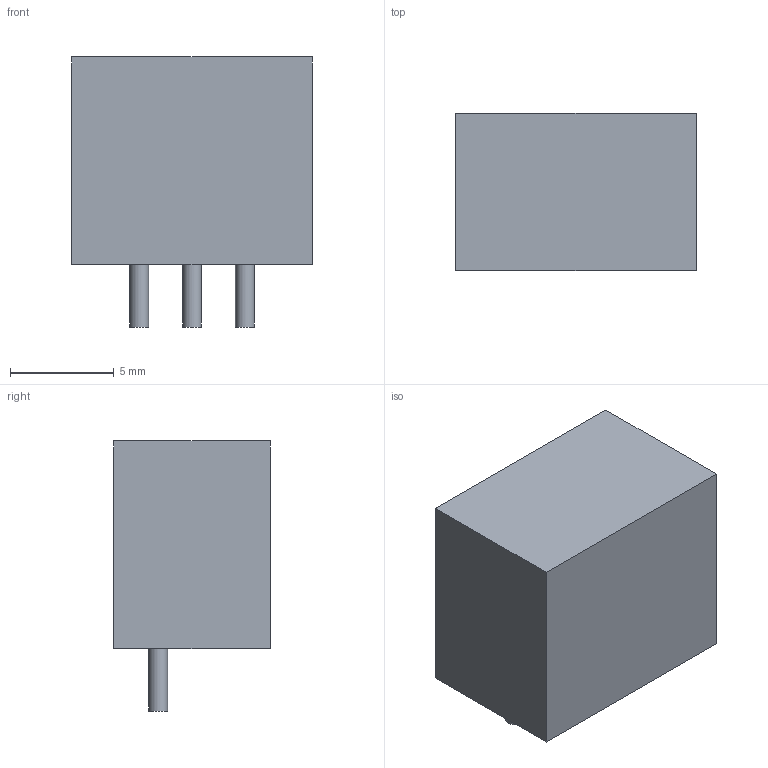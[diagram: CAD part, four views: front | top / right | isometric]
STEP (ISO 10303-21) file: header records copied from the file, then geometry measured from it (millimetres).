
FILE_DESCRIPTION(('FreeCAD Model'),'2;1');
FILE_NAME('Open CASCADE Shape Model','2022-05-04T14:36:09',('Author'),( ''),'Open CASCADE STEP processor 7.5','FreeCAD','Unknown');
FILE_SCHEMA(('AUTOMOTIVE_DESIGN { 1 0 10303 214 1 1 1 1 }'));
Length unit declared in the file: millimetre
Products named in the file (2): MP-K7805-500R3; Body007
Assembly tree (1 placements, depth 2):
  MP-K7805-500R3
    Body007
Bounding box: 11.6 x 7.55 x 13 mm (x, y, z)
Volume: 881.5 mm3; surface area: 583.6 mm2
Topology: 1 solids, 1 shells, 12 faces, 21 edges, 14 vertices
Faces by surface type: plane 9, cylinder 3
Full cylindrical faces by diameter (mm): 0.9 x3
Entity records: 604 total; most frequent: DIRECTION 97, CARTESIAN_POINT 91, LINE 51, VECTOR 51, ORIENTED_EDGE 42, PCURVE 42, DEFINITIONAL_REPRESENTATION 42, EDGE_CURVE 21
